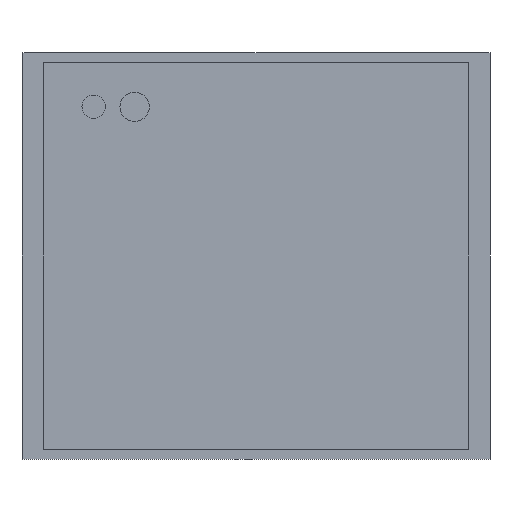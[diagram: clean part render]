
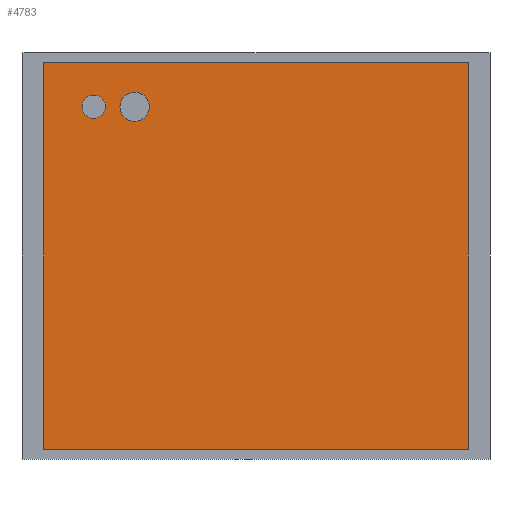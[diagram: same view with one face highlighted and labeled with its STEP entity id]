
A CAD part, front view. The second image highlights one B-rep face of the part: STEP entity #4783.
In plain terms, the highlighted planar face has unit normal (0, -1, 0).
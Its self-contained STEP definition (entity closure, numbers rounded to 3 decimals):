
#42=FACE_BOUND('',#525,.T.);
#43=FACE_BOUND('',#526,.T.);
#54=CIRCLE('',#5106,20.);
#56=CIRCLE('',#5110,25.);
#231=FACE_OUTER_BOUND('',#524,.T.);
#524=EDGE_LOOP('',(#3243,#3244,#3245,#3246));
#525=EDGE_LOOP('',(#3247));
#526=EDGE_LOOP('',(#3248));
#844=LINE('',#6929,#1444);
#846=LINE('',#6933,#1446);
#848=LINE('',#6937,#1448);
#850=LINE('',#6940,#1450);
#1444=VECTOR('',#5570,10.);
#1446=VECTOR('',#5574,10.);
#1448=VECTOR('',#5578,10.);
#1450=VECTOR('',#5582,10.);
#2010=VERTEX_POINT('',#6855);
#2012=VERTEX_POINT('',#6862);
#2033=VERTEX_POINT('',#6926);
#2034=VERTEX_POINT('',#6928);
#2035=VERTEX_POINT('',#6932);
#2036=VERTEX_POINT('',#6936);
#2471=EDGE_CURVE('',#2010,#2010,#54,.T.);
#2474=EDGE_CURVE('',#2012,#2012,#56,.T.);
#2504=EDGE_CURVE('',#2034,#2033,#844,.T.);
#2506=EDGE_CURVE('',#2035,#2034,#846,.T.);
#2508=EDGE_CURVE('',#2036,#2035,#848,.T.);
#2510=EDGE_CURVE('',#2033,#2036,#850,.T.);
#3243=ORIENTED_EDGE('',*,*,#2510,.T.);
#3244=ORIENTED_EDGE('',*,*,#2508,.T.);
#3245=ORIENTED_EDGE('',*,*,#2506,.T.);
#3246=ORIENTED_EDGE('',*,*,#2504,.T.);
#3247=ORIENTED_EDGE('',*,*,#2471,.T.);
#3248=ORIENTED_EDGE('',*,*,#2474,.T.);
#4532=PLANE('',#5127);
#4783=ADVANCED_FACE('',(#231,#42,#43),#4532,.T.);
#5106=AXIS2_PLACEMENT_3D('',#6857,#5504,#5505);
#5110=AXIS2_PLACEMENT_3D('',#6864,#5513,#5514);
#5127=AXIS2_PLACEMENT_3D('',#6941,#5583,#5584);
#5504=DIRECTION('center_axis',(0.,1.,0.));
#5505=DIRECTION('ref_axis',(1.,0.,0.));
#5513=DIRECTION('center_axis',(0.,1.,0.));
#5514=DIRECTION('ref_axis',(1.,0.,0.));
#5570=DIRECTION('',(0.,0.,-1.));
#5574=DIRECTION('',(-1.,0.,0.));
#5578=DIRECTION('',(0.,0.,1.));
#5582=DIRECTION('',(1.,0.,0.));
#5583=DIRECTION('center_axis',(0.,-1.,0.));
#5584=DIRECTION('ref_axis',(0.,0.,-1.));
#6855=CARTESIAN_POINT('',(-297.5,-370.,255.));
#6857=CARTESIAN_POINT('Origin',(-277.5,-370.,255.));
#6862=CARTESIAN_POINT('',(-232.5,-370.,255.));
#6864=CARTESIAN_POINT('Origin',(-207.5,-370.,255.));
#6926=CARTESIAN_POINT('',(-362.5,-370.,-330.));
#6928=CARTESIAN_POINT('',(-362.5,-370.,330.));
#6929=CARTESIAN_POINT('',(-362.5,-370.,-330.));
#6932=CARTESIAN_POINT('',(362.5,-370.,330.));
#6933=CARTESIAN_POINT('',(-362.5,-370.,330.));
#6936=CARTESIAN_POINT('',(362.5,-370.,-330.));
#6937=CARTESIAN_POINT('',(362.5,-370.,330.));
#6940=CARTESIAN_POINT('',(362.5,-370.,-330.));
#6941=CARTESIAN_POINT('Origin',(0.,-370.,0.));
